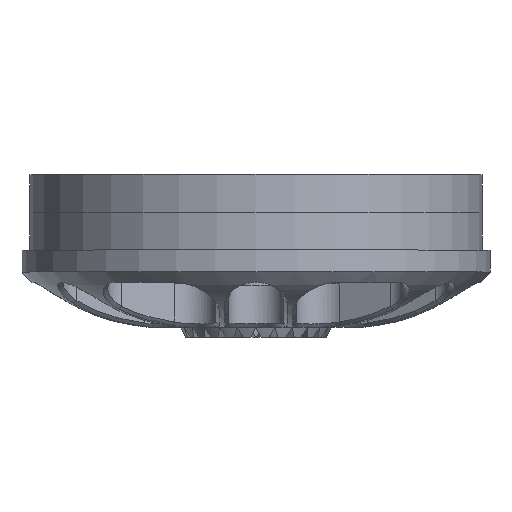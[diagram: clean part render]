
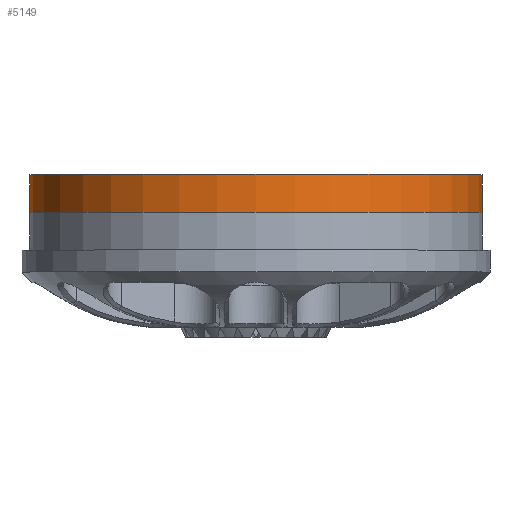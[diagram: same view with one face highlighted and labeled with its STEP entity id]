
A CAD part, top view. The second image highlights one B-rep face of the part: STEP entity #5149.
In plain terms, the highlighted cylindrical face has radius 13.475 mm (diameter 26.95 mm), a partial arc.
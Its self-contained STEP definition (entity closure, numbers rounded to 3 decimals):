
#57=CARTESIAN_POINT('',(0.,0.4,0.));
#58=DIRECTION('',(0.,1.,0.));
#59=DIRECTION('',(-1.,0.,0.));
#60=AXIS2_PLACEMENT_3D('',#57,#58,#59);
#62=DIRECTION('',(0.,-1.,0.));
#63=VECTOR('',#62,2.25);
#64=CARTESIAN_POINT('',(-13.475,0.4,0.));
#65=LINE('',#64,#63);
#66=DIRECTION('',(0.,-1.,0.));
#67=VECTOR('',#66,2.25);
#68=CARTESIAN_POINT('',(13.475,0.4,0.));
#69=LINE('',#68,#67);
#88=CARTESIAN_POINT('',(0.,-1.85,0.));
#89=DIRECTION('',(0.,1.,0.));
#90=DIRECTION('',(-1.,0.,0.));
#91=AXIS2_PLACEMENT_3D('',#88,#89,#90);
#4375=CARTESIAN_POINT('',(-13.475,0.4,0.));
#4376=CARTESIAN_POINT('',(-13.475,-1.85,0.));
#4377=VERTEX_POINT('',#4375);
#4378=VERTEX_POINT('',#4376);
#4389=CARTESIAN_POINT('',(13.475,0.4,0.));
#4390=CARTESIAN_POINT('',(13.475,-1.85,0.));
#4391=VERTEX_POINT('',#4389);
#4392=VERTEX_POINT('',#4390);
#5135=CARTESIAN_POINT('',(0.,-9.152,0.));
#5136=DIRECTION('',(0.,1.,0.));
#5137=DIRECTION('',(1.,0.,0.));
#5138=AXIS2_PLACEMENT_3D('',#5135,#5136,#5137);
#5139=CYLINDRICAL_SURFACE('',#5138,13.475);
#5141=ORIENTED_EDGE('',*,*,#5140,.F.);
#5142=ORIENTED_EDGE('',*,*,#5116,.T.);
#5144=ORIENTED_EDGE('',*,*,#5143,.T.);
#5146=ORIENTED_EDGE('',*,*,#5145,.F.);
#5147=EDGE_LOOP('',(#5141,#5142,#5144,#5146));
#5148=FACE_OUTER_BOUND('',#5147,.F.);
#61=CIRCLE('',#60,13.475);
#92=CIRCLE('',#91,13.475);
#5116=EDGE_CURVE('',#4377,#4391,#61,.T.);
#5140=EDGE_CURVE('',#4377,#4378,#65,.T.);
#5143=EDGE_CURVE('',#4391,#4392,#69,.T.);
#5145=EDGE_CURVE('',#4378,#4392,#92,.T.);
#5149=ADVANCED_FACE('',(#5148),#5139,.T.);
